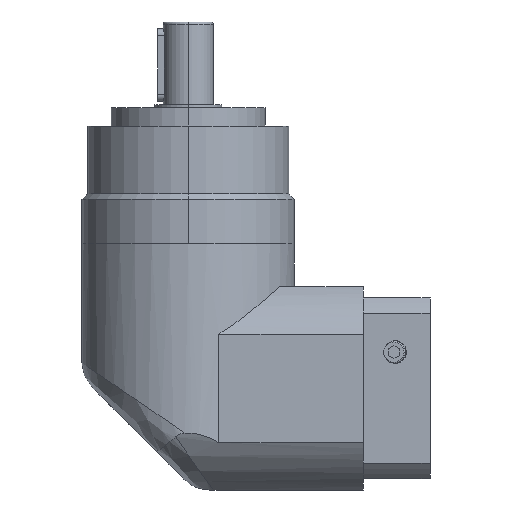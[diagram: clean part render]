
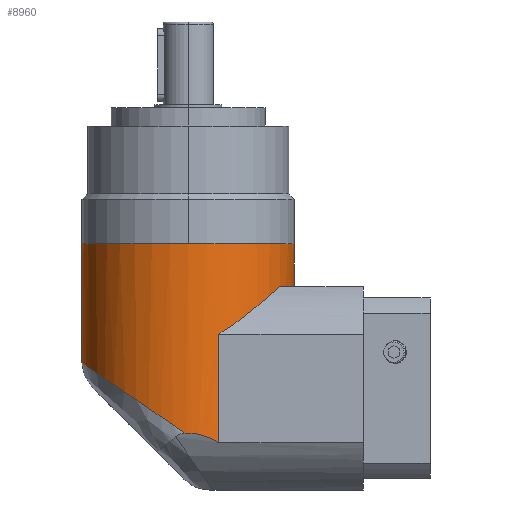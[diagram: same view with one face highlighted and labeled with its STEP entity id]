
A CAD part, left-side view. The second image highlights one B-rep face of the part: STEP entity #8960.
In plain terms, the highlighted cylindrical face has radius 47 mm (diameter 94 mm), a partial arc.
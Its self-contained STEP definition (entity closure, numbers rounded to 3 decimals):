
#2 = CARTESIAN_POINT ( 'NONE',  ( -46.19, 28.264, -67.543 ) ) ;
#22 = CARTESIAN_POINT ( 'NONE',  ( 0., -47., -21. ) ) ;
#172 = CARTESIAN_POINT ( 'NONE',  ( -46.369, -7.7, -87.236 ) ) ;
#207 = CARTESIAN_POINT ( 'NONE',  ( 0., 47., -2. ) ) ;
#273 = VECTOR ( 'NONE', #7073, 1000. ) ;
#369 = ORIENTED_EDGE ( 'NONE', *, *, #8148, .F. ) ;
#376 = CARTESIAN_POINT ( 'NONE',  ( -24., -40.41, -21. ) ) ;
#414 = CARTESIAN_POINT ( 'NONE',  ( -42.366, -20.363, -37.602 ) ) ;
#439 = CARTESIAN_POINT ( 'NONE',  ( -44.568, -14.998, -41.19 ) ) ;
#461 = CARTESIAN_POINT ( 'NONE',  ( 0., -47., -111. ) ) ;
#520 = DIRECTION ( 'NONE',  ( 0., 1., 0. ) ) ;
#529 = AXIS2_PLACEMENT_3D ( 'NONE', #2644, #7546, #4698 ) ;
#571 = CARTESIAN_POINT ( 'NONE',  ( 0., 47., -54.787 ) ) ;
#872 = CARTESIAN_POINT ( 'NONE',  ( -46.73, -5.191, -86.433 ) ) ;
#950 = EDGE_CURVE ( 'NONE', #8632, #8531, #4939, .T. ) ;
#992 = CARTESIAN_POINT ( 'NONE',  ( -45., -13.565, -90. ) ) ;
#1112 = CARTESIAN_POINT ( 'NONE',  ( -43.255, -18.399, -38.976 ) ) ;
#1160 = LINE ( 'NONE', #5449, #4611 ) ;
#1453 = ORIENTED_EDGE ( 'NONE', *, *, #5013, .T. ) ;
#1528 = CARTESIAN_POINT ( 'NONE',  ( -45., -13.565, -90. ) ) ;
#1562 = CARTESIAN_POINT ( 'NONE',  ( -46.946, -2.271, -85.926 ) ) ;
#1591 = DIRECTION ( 'NONE',  ( 0., 0., -1. ) ) ;
#1692 = VERTEX_POINT ( 'NONE', #22 ) ;
#1713 = CIRCLE ( 'NONE', #2764, 47. ) ;
#1875 = CARTESIAN_POINT ( 'NONE',  ( 0., -47., -2. ) ) ;
#1898 = VERTEX_POINT ( 'NONE', #992 ) ;
#1956 = EDGE_CURVE ( 'NONE', #5832, #4695, #4513, .T. ) ;
#2037 = ORIENTED_EDGE ( 'NONE', *, *, #2557, .F. ) ;
#2262 = CARTESIAN_POINT ( 'NONE',  ( -46.984, -1.277, -85.837 ) ) ;
#2445 = CARTESIAN_POINT ( 'NONE',  ( -29.071, -37.046, -24.006 ) ) ;
#2504 = CARTESIAN_POINT ( 'NONE',  ( -42.052, -21.003, -37.139 ) ) ;
#2540 = LINE ( 'NONE', #7750, #273 ) ;
#2546 = ORIENTED_EDGE ( 'NONE', *, *, #4089, .T. ) ;
#2557 = EDGE_CURVE ( 'NONE', #5832, #1692, #7804, .T. ) ;
#2644 = CARTESIAN_POINT ( 'NONE',  ( 0., 0., -2. ) ) ;
#2758 = CARTESIAN_POINT ( 'NONE',  ( -26.895, 47., -54.787 ) ) ;
#2764 = AXIS2_PLACEMENT_3D ( 'NONE', #5774, #1591, #6475 ) ;
#2934 = CARTESIAN_POINT ( 'NONE',  ( -45.337, -12.447, -89.368 ) ) ;
#2963 = CARTESIAN_POINT ( 'NONE',  ( -47.005, 0.06, -85.788 ) ) ;
#3012 = VERTEX_POINT ( 'NONE', #571 ) ;
#3031 = VERTEX_POINT ( 'NONE', #4721 ) ;
#3169 = CARTESIAN_POINT ( 'NONE',  ( -36.277, -29.892, -30.147 ) ) ;
#3224 = ORIENTED_EDGE ( 'NONE', *, *, #9004, .T. ) ;
#3608 = CARTESIAN_POINT ( 'NONE',  ( -45.637, -11.301, -88.773 ) ) ;
#3642 = CARTESIAN_POINT ( 'NONE',  ( -46.98, 1.38, -85.847 ) ) ;
#3852 = CARTESIAN_POINT ( 'NONE',  ( -38.034, -27.648, -32. ) ) ;
#4089 = EDGE_CURVE ( 'NONE', #4695, #3012, #2540, .T. ) ;
#4191 = ORIENTED_EDGE ( 'NONE', *, *, #950, .F. ) ;
#4202 = CARTESIAN_POINT ( 'NONE',  ( -45., -13.565, -42. ) ) ;
#4312 = CARTESIAN_POINT ( 'NONE',  ( -46.149, -8.925, -87.71 ) ) ;
#4513 = CIRCLE ( 'NONE', #529, 47. ) ;
#4527 = CARTESIAN_POINT ( 'NONE',  ( -35.346, -30.987, -29.229 ) ) ;
#4552 = CARTESIAN_POINT ( 'NONE',  ( -40.367, -24.115, -34.807 ) ) ;
#4611 = VECTOR ( 'NONE', #5419, 1000. ) ;
#4655 = CARTESIAN_POINT ( 'NONE',  ( 0., 0., -111. ) ) ;
#4689 = ORIENTED_EDGE ( 'NONE', *, *, #1956, .T. ) ;
#4695 = VERTEX_POINT ( 'NONE', #207 ) ;
#4698 = DIRECTION ( 'NONE',  ( 0., 1., 0. ) ) ;
#4721 = CARTESIAN_POINT ( 'NONE',  ( -46.98, 1.38, -85.847 ) ) ;
#4842 = CYLINDRICAL_SURFACE ( 'NONE', #7749, 47. ) ;
#4861 = CARTESIAN_POINT ( 'NONE',  ( -46.98, 1.38, -85.847 ) ) ;
#4939 = B_SPLINE_CURVE_WITH_KNOTS ( 'NONE', 3,
 ( #376, #6653, #2445, #8753, #5246, #5958, #4527, #3169, #5279, #3852, #8064, #4552, #6704, #2504, #414, #5994, #1112, #8086, #439, #7442 ),
 .UNSPECIFIED., .F., .F.,
 ( 4, 2, 2, 2, 2, 2, 2, 2, 2, 4 ),
 ( 0.188, 0.198, 0.203, 0.206, 0.208, 0.213, 0.219, 0.221, 0.224, 0.229 ),
 .UNSPECIFIED. ) ;
#5013 = EDGE_CURVE ( 'NONE', #3012, #3031, #7294, .T. ) ;
#5022 = CARTESIAN_POINT ( 'NONE',  ( -46.469, -7.076, -87.017 ) ) ;
#5246 = CARTESIAN_POINT ( 'NONE',  ( -33.385, -33.114, -27.423 ) ) ;
#5279 = CARTESIAN_POINT ( 'NONE',  ( -36.727, -29.337, -30.609 ) ) ;
#5419 = DIRECTION ( 'NONE',  ( 0., 0., 1. ) ) ;
#5449 = CARTESIAN_POINT ( 'NONE',  ( -45., -13.565, -111. ) ) ;
#5740 = CARTESIAN_POINT ( 'NONE',  ( -46.855, -3.91, -86.139 ) ) ;
#5774 = CARTESIAN_POINT ( 'NONE',  ( 0., 0., -21. ) ) ;
#5832 = VERTEX_POINT ( 'NONE', #1875 ) ;
#5958 = CARTESIAN_POINT ( 'NONE',  ( -34.865, -31.528, -28.772 ) ) ;
#5994 = CARTESIAN_POINT ( 'NONE',  ( -42.967, -19.062, -38.52 ) ) ;
#6012 = DIRECTION ( 'NONE',  ( 0., 0., -1. ) ) ;
#6166 = VECTOR ( 'NONE', #6012, 1000. ) ;
#6451 = CARTESIAN_POINT ( 'NONE',  ( -46.961, -1.941, -85.891 ) ) ;
#6475 = DIRECTION ( 'NONE',  ( 1., 0., 0. ) ) ;
#6653 = CARTESIAN_POINT ( 'NONE',  ( -26.67, -38.825, -22.424 ) ) ;
#6704 = CARTESIAN_POINT ( 'NONE',  ( -41.072, -22.893, -35.745 ) ) ;
#6967 = FACE_OUTER_BOUND ( 'NONE', #9015, .T. ) ;
#7073 = DIRECTION ( 'NONE',  ( 0., 0., -1. ) ) ;
#7166 = CARTESIAN_POINT ( 'NONE',  ( -24., -40.41, -21. ) ) ;
#7172 = CARTESIAN_POINT ( 'NONE',  ( -46.992, -0.942, -85.819 ) ) ;
#7294 =( BOUNDED_CURVE ( )  B_SPLINE_CURVE ( 3, ( #7659, #2758, #2, #4861 ),
 .UNSPECIFIED., .F., .T. ) 
 B_SPLINE_CURVE_WITH_KNOTS ( ( 4, 4 ),
 ( 3.142, 4.683 ),
 .UNSPECIFIED. ) 
 CURVE ( )  GEOMETRIC_REPRESENTATION_ITEM ( )  RATIONAL_B_SPLINE_CURVE ( ( 1., 0.812, 0.812, 1. ) ) 
 REPRESENTATION_ITEM ( '' )  );
#7442 = CARTESIAN_POINT ( 'NONE',  ( -45., -13.565, -42. ) ) ;
#7546 = DIRECTION ( 'NONE',  ( 0., 0., -1. ) ) ;
#7659 = CARTESIAN_POINT ( 'NONE',  ( 0., 47., -54.787 ) ) ;
#7749 = AXIS2_PLACEMENT_3D ( 'NONE', #4655, #8168, #520 ) ;
#7750 = CARTESIAN_POINT ( 'NONE',  ( 0., 47., -111. ) ) ;
#7804 = LINE ( 'NONE', #461, #6166 ) ;
#7852 = CARTESIAN_POINT ( 'NONE',  ( -46.999, 0.722, -85.801 ) ) ;
#8064 = CARTESIAN_POINT ( 'NONE',  ( -38.848, -26.492, -32.935 ) ) ;
#8066 = B_SPLINE_CURVE_WITH_KNOTS ( 'NONE', 3,
 ( #1528, #2934, #3608, #8521, #4312, #172, #5022, #872, #5740, #1562, #6451, #2262, #7172, #2963, #7852, #3642 ),
 .UNSPECIFIED., .F., .F.,
 ( 4, 2, 2, 2, 2, 2, 2, 4 ),
 ( 0.04, 0.044, 0.046, 0.048, 0.052, 0.053, 0.054, 0.056 ),
 .UNSPECIFIED. ) ;
#8086 = CARTESIAN_POINT ( 'NONE',  ( -44.077, -16.38, -40.323 ) ) ;
#8148 = EDGE_CURVE ( 'NONE', #1898, #3031, #8066, .T. ) ;
#8162 = ORIENTED_EDGE ( 'NONE', *, *, #8642, .F. ) ;
#8168 = DIRECTION ( 'NONE',  ( 0., 0., -1. ) ) ;
#8521 = CARTESIAN_POINT ( 'NONE',  ( -46.028, -9.526, -87.965 ) ) ;
#8531 = VERTEX_POINT ( 'NONE', #4202 ) ;
#8632 = VERTEX_POINT ( 'NONE', #7166 ) ;
#8642 = EDGE_CURVE ( 'NONE', #1692, #8632, #1713, .T. ) ;
#8753 = CARTESIAN_POINT ( 'NONE',  ( -32.348, -34.129, -26.547 ) ) ;
#8960 = ADVANCED_FACE ( 'NONE', ( #6967 ), #4842, .T. ) ;
#9004 = EDGE_CURVE ( 'NONE', #1898, #8531, #1160, .T. ) ;
#9015 = EDGE_LOOP ( 'NONE', ( #2037, #4689, #2546, #1453, #369, #3224, #4191, #8162 ) ) ;
